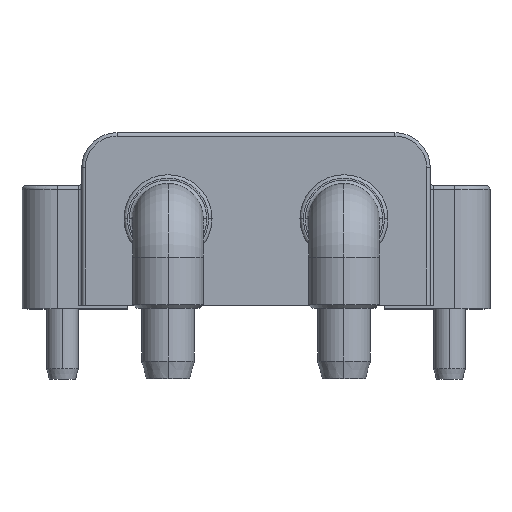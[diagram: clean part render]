
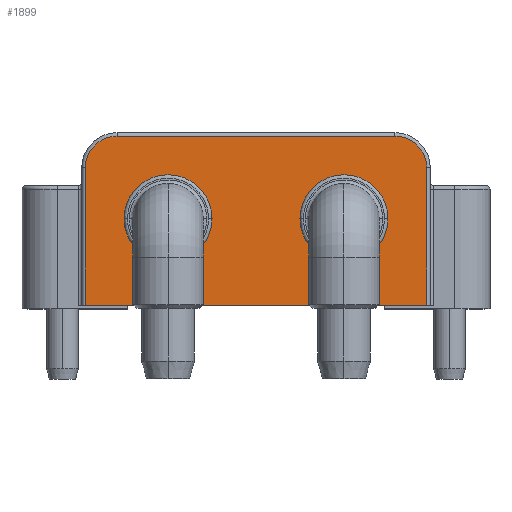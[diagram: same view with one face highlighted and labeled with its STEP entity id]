
A CAD part, top view. The second image highlights one B-rep face of the part: STEP entity #1899.
In plain terms, the highlighted planar face has unit normal (0, 0, 1).
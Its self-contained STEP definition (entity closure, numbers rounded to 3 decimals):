
#60 = CARTESIAN_POINT ( 'NONE',  ( -3.95, 4.9, 6.05 ) ) ;
#353 = CARTESIAN_POINT ( 'NONE',  ( 3.95, 4.9, 6.05 ) ) ;
#507 = EDGE_LOOP ( 'NONE', ( #3643, #3265, #6922, #7261, #6845, #3462 ) ) ;
#559 = VERTEX_POINT ( 'NONE', #4196 ) ;
#683 = DIRECTION ( 'NONE',  ( 1., 0., 0. ) ) ;
#695 = EDGE_CURVE ( 'NONE', #1930, #2480, #6513, .T. ) ;
#782 = VERTEX_POINT ( 'NONE', #3241 ) ;
#986 = FACE_OUTER_BOUND ( 'NONE', #507, .T. ) ;
#1568 = DIRECTION ( 'NONE',  ( -1., 0., 0. ) ) ;
#1587 =( BOUNDED_CURVE ( )  B_SPLINE_CURVE ( 3, ( #6017, #3243, #2654, #2602 ),
 .UNSPECIFIED., .F., .F. ) 
 B_SPLINE_CURVE_WITH_KNOTS ( ( 4, 4 ),
 ( 0., 1. ),
 .UNSPECIFIED. ) 
 CURVE ( )  GEOMETRIC_REPRESENTATION_ITEM ( )  RATIONAL_B_SPLINE_CURVE ( ( 1., 0.805, 0.805, 1. ) ) 
 REPRESENTATION_ITEM ( '' )  );
#1754 = CARTESIAN_POINT ( 'NONE',  ( 4.85, 5., 6.05 ) ) ;
#1899 = ADVANCED_FACE ( 'NONE', ( #986 ), #6461, .F. ) ;
#1930 = VERTEX_POINT ( 'NONE', #7897 ) ;
#2028 = CARTESIAN_POINT ( 'NONE',  ( -4.95, 4.9, 6.05 ) ) ;
#2188 = VECTOR ( 'NONE', #7898, 1000. ) ;
#2480 = VERTEX_POINT ( 'NONE', #4261 ) ;
#2602 = CARTESIAN_POINT ( 'NONE',  ( -3.95, 4.9, 6.05 ) ) ;
#2654 = CARTESIAN_POINT ( 'NONE',  ( -4.477, 4.9, 6.05 ) ) ;
#3241 = CARTESIAN_POINT ( 'NONE',  ( 3.95, 4.9, 6.05 ) ) ;
#3243 = CARTESIAN_POINT ( 'NONE',  ( -4.85, 4.527, 6.05 ) ) ;
#3265 = ORIENTED_EDGE ( 'NONE', *, *, #6956, .F. ) ;
#3284 = CARTESIAN_POINT ( 'NONE',  ( -4.85, 0.1, 6.05 ) ) ;
#3296 = VECTOR ( 'NONE', #683, 1000. ) ;
#3462 = ORIENTED_EDGE ( 'NONE', *, *, #8215, .F. ) ;
#3618 = DIRECTION ( 'NONE',  ( 0., 1., 0. ) ) ;
#3643 = ORIENTED_EDGE ( 'NONE', *, *, #4795, .F. ) ;
#3903 = CARTESIAN_POINT ( 'NONE',  ( 4.85, 4., 6.05 ) ) ;
#4063 =( BOUNDED_CURVE ( )  B_SPLINE_CURVE ( 3, ( #353, #5879, #6686, #3903 ),
 .UNSPECIFIED., .F., .F. ) 
 B_SPLINE_CURVE_WITH_KNOTS ( ( 4, 4 ),
 ( 0., 1. ),
 .UNSPECIFIED. ) 
 CURVE ( )  GEOMETRIC_REPRESENTATION_ITEM ( )  RATIONAL_B_SPLINE_CURVE ( ( 1., 0.805, 0.805, 1. ) ) 
 REPRESENTATION_ITEM ( '' )  );
#4196 = CARTESIAN_POINT ( 'NONE',  ( -4.85, 4., 6.05 ) ) ;
#4261 = CARTESIAN_POINT ( 'NONE',  ( 4.85, 0.1, 6.05 ) ) ;
#4795 = EDGE_CURVE ( 'NONE', #8131, #559, #7111, .T. ) ;
#5254 = EDGE_CURVE ( 'NONE', #782, #1930, #4063, .T. ) ;
#5879 = CARTESIAN_POINT ( 'NONE',  ( 4.477, 4.9, 6.05 ) ) ;
#5971 = DIRECTION ( 'NONE',  ( -1., 0., 0. ) ) ;
#6017 = CARTESIAN_POINT ( 'NONE',  ( -4.85, 4., 6.05 ) ) ;
#6455 = LINE ( 'NONE', #7010, #8121 ) ;
#6461 = PLANE ( 'NONE',  #8108 ) ;
#6513 = LINE ( 'NONE', #1754, #2188 ) ;
#6606 = LINE ( 'NONE', #2028, #3296 ) ;
#6654 = VECTOR ( 'NONE', #3618, 1000. ) ;
#6686 = CARTESIAN_POINT ( 'NONE',  ( 4.85, 4.527, 6.05 ) ) ;
#6845 = ORIENTED_EDGE ( 'NONE', *, *, #8851, .F. ) ;
#6922 = ORIENTED_EDGE ( 'NONE', *, *, #695, .F. ) ;
#6956 = EDGE_CURVE ( 'NONE', #2480, #8131, #6455, .T. ) ;
#7010 = CARTESIAN_POINT ( 'NONE',  ( 0., 0.1, 6.05 ) ) ;
#7111 = LINE ( 'NONE', #8368, #6654 ) ;
#7261 = ORIENTED_EDGE ( 'NONE', *, *, #5254, .F. ) ;
#7355 = DIRECTION ( 'NONE',  ( 0., 0., -1. ) ) ;
#7527 = VERTEX_POINT ( 'NONE', #60 ) ;
#7638 = CARTESIAN_POINT ( 'NONE',  ( -4.95, 5., 6.05 ) ) ;
#7897 = CARTESIAN_POINT ( 'NONE',  ( 4.85, 4., 6.05 ) ) ;
#7898 = DIRECTION ( 'NONE',  ( 0., -1., 0. ) ) ;
#8108 = AXIS2_PLACEMENT_3D ( 'NONE', #7638, #7355, #5971 ) ;
#8121 = VECTOR ( 'NONE', #1568, 1000. ) ;
#8131 = VERTEX_POINT ( 'NONE', #3284 ) ;
#8215 = EDGE_CURVE ( 'NONE', #559, #7527, #1587, .T. ) ;
#8368 = CARTESIAN_POINT ( 'NONE',  ( -4.85, 5., 6.05 ) ) ;
#8851 = EDGE_CURVE ( 'NONE', #7527, #782, #6606, .T. ) ;
